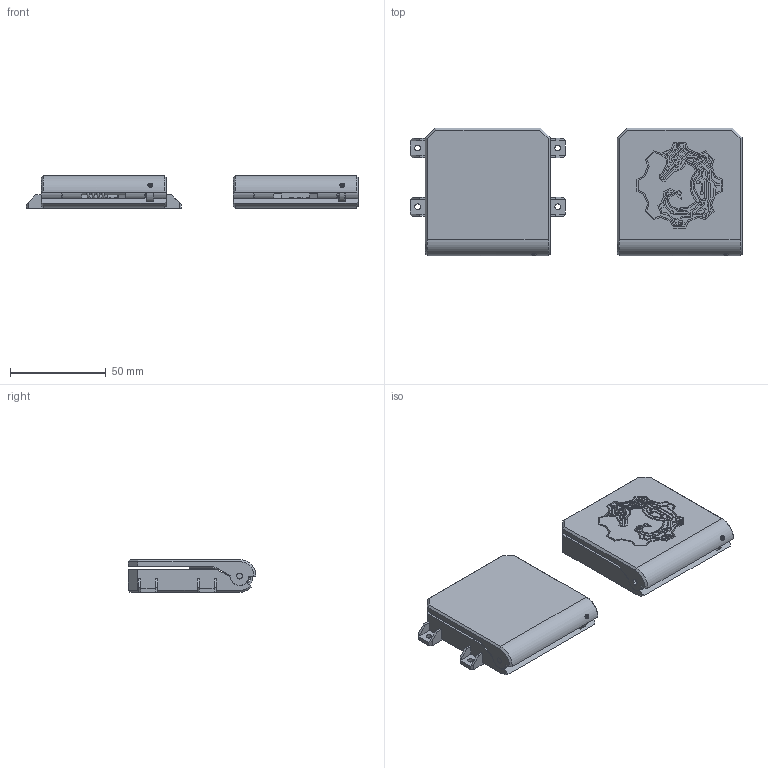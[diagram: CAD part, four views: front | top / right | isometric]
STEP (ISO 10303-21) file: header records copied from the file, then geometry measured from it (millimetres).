
FILE_DESCRIPTION(/* description */ (''),/* implementation_level */ '2;1');
FILE_NAME(/* name */ 'Pedal_IR_proxy_sensor v26.step',/* time_stamp */ '2024-06-23T00:23:54+03:00',/* author */ (''),/* organization */ (''),/* preprocessor_version */ 'ST-DEVELOPER v20',/* originating_system */ 'Autodesk Translation Framework v13.14.0.145',/* authorisation */ '');
FILE_SCHEMA (('AUTOMOTIVE_DESIGN { 1 0 10303 214 3 1 1 }'));
Length unit declared in the file: millimetre
Products named in the file (2): Pedal_IR_proxy_sensor; Pedal_Proxy_Sensor_PCB PCB
Assembly tree (1 placements, depth 2):
  Pedal_IR_proxy_sensor
    Pedal_Proxy_Sensor_PCB PCB
Bounding box: 173 x 66.61 x 17 mm (x, y, z)
Volume: 75676 mm3; surface area: 56086.6 mm2
Topology: 14 solids, 14 shells, 1629 faces, 4482 edges, 2937 vertices
Faces by surface type: plane 1417, cylinder 162, bspline 35, cone 14, sphere 1
Full cylindrical faces by diameter (mm): 0.9 x5, 1.25 x2, 1.5 x8, 1.8 x1, 2.1 x2, 3 x5, 3.1 x8, 3.7 x1, 4.5 x8, 5 x1
Entity records: 52586 total; most frequent: CARTESIAN_POINT 10353, ORIENTED_EDGE 8962, DIRECTION 8075, EDGE_CURVE 4481, LINE 4003, VECTOR 4003, VERTEX_POINT 2937, AXIS2_PLACEMENT_3D 2036
